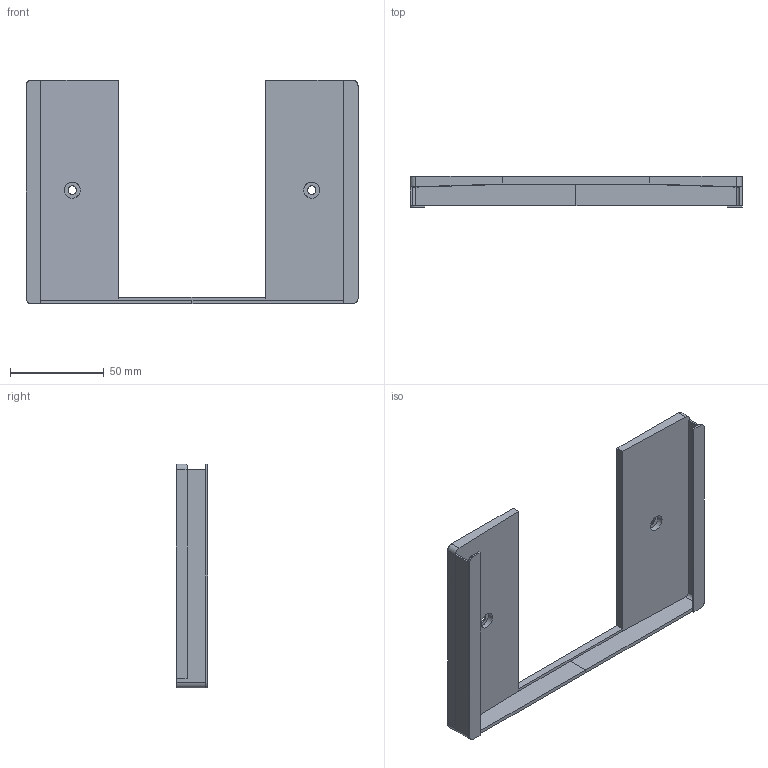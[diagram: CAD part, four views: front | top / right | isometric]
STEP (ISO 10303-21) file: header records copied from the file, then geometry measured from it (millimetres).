
FILE_DESCRIPTION(/* description */ (''),/* implementation_level */ '2;1');
FILE_NAME(/* name */ 'stand deisgn 1 v3.1',/* time_stamp */ '2025-01-01T11:31:46-05:00',/* author */ (''),/* organization */ (''),/* preprocessor_version */ 'ST-DEVELOPER v15',/* originating_system */ '',/* authorisation */ '');
FILE_SCHEMA (('AUTOMOTIVE_DESIGN'));
Length unit declared in the file: millimetre
Products named in the file (1): Document
Bounding box: 177.2 x 16.55 x 119.53 mm (x, y, z)
Volume: 65853.4 mm3; surface area: 40575.8 mm2
Topology: 1 solids, 1 shells, 79 faces, 190 edges, 121 vertices
Faces by surface type: bspline 48, plane 31
Entity records: 2352 total; most frequent: CARTESIAN_POINT 1230, ORIENTED_EDGE 380, EDGE_CURVE 190, VERTEX_POINT 123, EDGE_LOOP 91, ADVANCED_FACE 79, FACE_OUTER_BOUND 79, B_SPLINE_CURVE_WITH_KNOTS 53
